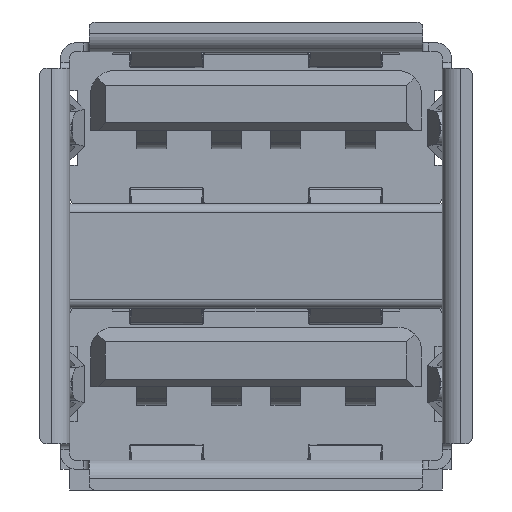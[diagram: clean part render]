
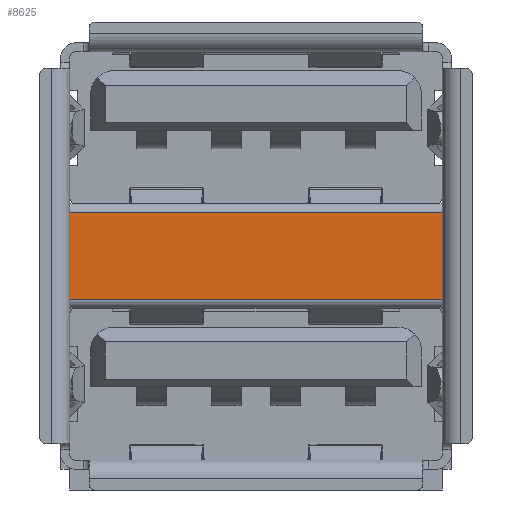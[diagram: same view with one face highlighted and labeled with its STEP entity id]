
A CAD part, front view. The second image highlights one B-rep face of the part: STEP entity #8625.
In plain terms, the highlighted planar face has unit normal (0, -1, 0).
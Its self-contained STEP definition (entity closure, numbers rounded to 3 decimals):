
#796 = VERTEX_POINT ( 'NONE', #9938 ) ;
#2545 = DIRECTION ( 'NONE',  ( 0., 0., -1. ) ) ;
#2722 = DIRECTION ( 'NONE',  ( 0., -1., 0. ) ) ;
#2797 = DIRECTION ( 'NONE',  ( 1., 0., 0. ) ) ;
#3100 = LINE ( 'NONE', #13338, #26249 ) ;
#4041 = ORIENTED_EDGE ( 'NONE', *, *, #7920, .T. ) ;
#4101 = VECTOR ( 'NONE', #29516, 1000. ) ;
#7426 = PLANE ( 'NONE',  #25411 ) ;
#7920 = EDGE_CURVE ( 'NONE', #27417, #23478, #8165, .T. ) ;
#8165 = LINE ( 'NONE', #28661, #30369 ) ;
#8625 = ADVANCED_FACE ( 'NONE', ( #30284 ), #7426, .T. ) ;
#9785 = CARTESIAN_POINT ( 'NONE',  ( 0., -13.301, 7.649 ) ) ;
#9938 = CARTESIAN_POINT ( 'NONE',  ( -6.25, -13.301, 4.799 ) ) ;
#10019 = DIRECTION ( 'NONE',  ( 0., 0., -1. ) ) ;
#10261 = ORIENTED_EDGE ( 'NONE', *, *, #31258, .T. ) ;
#10581 = VERTEX_POINT ( 'NONE', #17228 ) ;
#11708 = CARTESIAN_POINT ( 'NONE',  ( -6.25, -13.301, 1.899 ) ) ;
#12203 = VECTOR ( 'NONE', #10019, 1000. ) ;
#13338 = CARTESIAN_POINT ( 'NONE',  ( 6.25, -13.301, 6.649 ) ) ;
#17228 = CARTESIAN_POINT ( 'NONE',  ( 6.25, -13.301, 4.799 ) ) ;
#21197 = EDGE_LOOP ( 'NONE', ( #26358, #10261, #4041, #27841 ) ) ;
#21428 = LINE ( 'NONE', #32012, #4101 ) ;
#22614 = CARTESIAN_POINT ( 'NONE',  ( 6.25, -13.301, 1.899 ) ) ;
#22787 = CARTESIAN_POINT ( 'NONE',  ( -6.25, -13.301, 6.649 ) ) ;
#23478 = VERTEX_POINT ( 'NONE', #22614 ) ;
#25323 = LINE ( 'NONE', #22787, #12203 ) ;
#25338 = EDGE_CURVE ( 'NONE', #10581, #23478, #3100, .T. ) ;
#25411 = AXIS2_PLACEMENT_3D ( 'NONE', #9785, #2722, #2545 ) ;
#26249 = VECTOR ( 'NONE', #28322, 1000. ) ;
#26358 = ORIENTED_EDGE ( 'NONE', *, *, #28899, .T. ) ;
#27417 = VERTEX_POINT ( 'NONE', #11708 ) ;
#27841 = ORIENTED_EDGE ( 'NONE', *, *, #25338, .F. ) ;
#28322 = DIRECTION ( 'NONE',  ( 0., 0., -1. ) ) ;
#28661 = CARTESIAN_POINT ( 'NONE',  ( 0., -13.301, 1.899 ) ) ;
#28899 = EDGE_CURVE ( 'NONE', #10581, #796, #21428, .T. ) ;
#29516 = DIRECTION ( 'NONE',  ( -1., 0., 0. ) ) ;
#30284 = FACE_OUTER_BOUND ( 'NONE', #21197, .T. ) ;
#30369 = VECTOR ( 'NONE', #2797, 1000. ) ;
#31258 = EDGE_CURVE ( 'NONE', #796, #27417, #25323, .T. ) ;
#32012 = CARTESIAN_POINT ( 'NONE',  ( 0., -13.301, 4.799 ) ) ;
